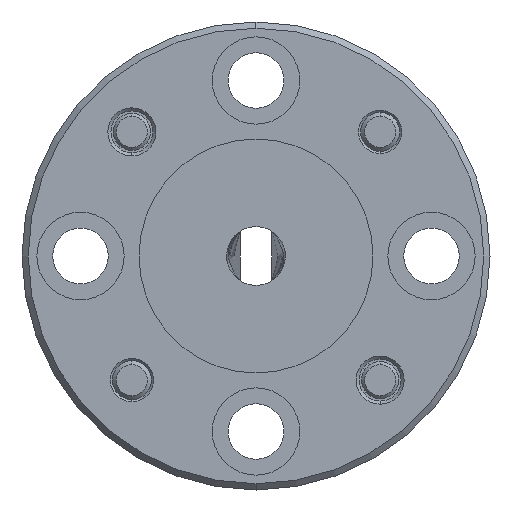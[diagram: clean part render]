
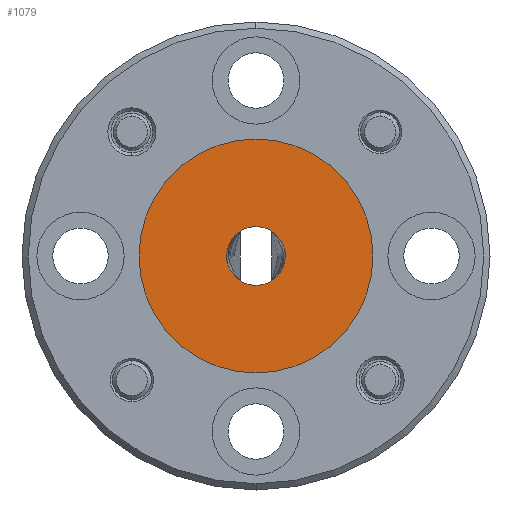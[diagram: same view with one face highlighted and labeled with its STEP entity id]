
A CAD part, left-side view. The second image highlights one B-rep face of the part: STEP entity #1079.
In plain terms, the highlighted planar face has unit normal (-1, 0, 0).
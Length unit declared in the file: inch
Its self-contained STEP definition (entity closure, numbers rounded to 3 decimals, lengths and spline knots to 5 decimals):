
#53 = CARTESIAN_POINT ( 'NONE',  ( -5.44498, 0.56231, 2.28416 ) ) ;
#59 = CARTESIAN_POINT ( 'NONE',  ( -5.44498, 0.57187, 2.26904 ) ) ;
#70 = CARTESIAN_POINT ( 'NONE',  ( -5.44498, 0.54324, 2.20518 ) ) ;
#110 = CARTESIAN_POINT ( 'NONE',  ( -5.44498, 0.48149, 2.24551 ) ) ;
#126 = CARTESIAN_POINT ( 'NONE',  ( -5.44498, 0.50121, 2.21144 ) ) ;
#142 = CARTESIAN_POINT ( 'NONE',  ( -5.44498, 0.55578, 2.21144 ) ) ;
#179 = EDGE_CURVE ( 'NONE', #3854, #419, #856, .T. ) ;
#230 = CIRCLE ( 'NONE', #2132, 0.1875 ) ;
#274 = CARTESIAN_POINT ( 'NONE',  ( -5.44498, 0.53589, 2.29735 ) ) ;
#419 = VERTEX_POINT ( 'NONE', #904 ) ;
#418 = DIRECTION ( 'NONE',  ( 1., 0., 0. ) ) ;
#420 = CARTESIAN_POINT ( 'NONE',  ( -5.44498, 0.49467, 2.21653 ) ) ;
#502 = ORIENTED_EDGE ( 'NONE', *, *, #1645, .F. ) ;
#601 = CARTESIAN_POINT ( 'NONE',  ( -5.44498, 0.54951, 2.29238 ) ) ;
#685 = VERTEX_POINT ( 'NONE', #1355 ) ;
#725 = CARTESIAN_POINT ( 'NONE',  ( -5.44498, 0.50747, 2.20831 ) ) ;
#740 = B_SPLINE_CURVE_WITH_KNOTS ( 'NONE', 3,
 ( #3767, #142, #2491, #3685, #1239, #1527, #966, #2180, #2466, #59, #1857, #53, #1234, #2759 ),
 .UNSPECIFIED., .F., .F.,
 ( 4, 2, 2, 2, 2, 2, 4 ),
 ( 0., 0.00066, 0.00099, 0.00132, 0.00164, 0.00197, 0.00263 ),
 .UNSPECIFIED. ) ;
#810 = DIRECTION ( 'NONE',  ( 1., 0., 0. ) ) ;
#855 = CARTESIAN_POINT ( 'NONE',  ( -5.44498, 0.53589, 2.20335 ) ) ;
#856 = B_SPLINE_CURVE_WITH_KNOTS ( 'NONE', 3,
 ( #2230, #3103, #1286, #1616, #3415, #1311, #1927, #110, #3763, #2245, #1330, #420, #126, #725 ),
 .UNSPECIFIED., .F., .F.,
 ( 4, 2, 2, 2, 2, 2, 4 ),
 ( 0., 0.00066, 0.00099, 0.00132, 0.00164, 0.00197, 0.00263 ),
 .UNSPECIFIED. ) ;
#904 = CARTESIAN_POINT ( 'NONE',  ( -5.44498, 0.50747, 2.20831 ) ) ;
#942 = FACE_BOUND ( 'NONE', #1886, .T. ) ;
#966 = CARTESIAN_POINT ( 'NONE',  ( -5.44498, 0.57549, 2.24551 ) ) ;
#1056 = CARTESIAN_POINT ( 'NONE',  ( -5.44498, 0.54951, 2.20831 ) ) ;
#1076 = PLANE ( 'NONE',  #1624 ) ;
#1079 = ADVANCED_FACE ( 'NONE', ( #1272, #942 ), #1076, .T. ) ;
#1156 = CARTESIAN_POINT ( 'NONE',  ( -5.44498, 0.52109, 2.20335 ) ) ;
#1167 = ORIENTED_EDGE ( 'NONE', *, *, #179, .T. ) ;
#1234 = CARTESIAN_POINT ( 'NONE',  ( -5.44498, 0.55578, 2.28925 ) ) ;
#1239 = CARTESIAN_POINT ( 'NONE',  ( -5.44498, 0.57187, 2.23165 ) ) ;
#1246 = ORIENTED_EDGE ( 'NONE', *, *, #3478, .T. ) ;
#1272 = FACE_OUTER_BOUND ( 'NONE', #3059, .T. ) ;
#1286 = CARTESIAN_POINT ( 'NONE',  ( -5.44498, 0.49467, 2.28416 ) ) ;
#1311 = CARTESIAN_POINT ( 'NONE',  ( -5.44498, 0.48226, 2.26002 ) ) ;
#1325 = CARTESIAN_POINT ( 'NONE',  ( -5.44498, 0.52849, 2.43785 ) ) ;
#1330 = CARTESIAN_POINT ( 'NONE',  ( -5.44498, 0.48719, 2.22748 ) ) ;
#1333 = EDGE_CURVE ( 'NONE', #1580, #3854, #2451, .T. ) ;
#1355 = CARTESIAN_POINT ( 'NONE',  ( -5.44498, 0.52849, 2.06285 ) ) ;
#1460 = ORIENTED_EDGE ( 'NONE', *, *, #1686, .F. ) ;
#1506 = ORIENTED_EDGE ( 'NONE', *, *, #2092, .T. ) ;
#1527 = CARTESIAN_POINT ( 'NONE',  ( -5.44498, 0.57473, 2.24067 ) ) ;
#1580 = VERTEX_POINT ( 'NONE', #3762 ) ;
#1616 = CARTESIAN_POINT ( 'NONE',  ( -5.44498, 0.48719, 2.27321 ) ) ;
#1624 = AXIS2_PLACEMENT_3D ( 'NONE', #2291, #3775, #3514 ) ;
#1645 = EDGE_CURVE ( 'NONE', #685, #3168, #2233, .T. ) ;
#1658 = CARTESIAN_POINT ( 'NONE',  ( -5.44498, 0.52849, 2.25035 ) ) ;
#1686 = EDGE_CURVE ( 'NONE', #3168, #685, #230, .T. ) ;
#1795 = CARTESIAN_POINT ( 'NONE',  ( -5.44498, 0.51374, 2.29552 ) ) ;
#1857 = CARTESIAN_POINT ( 'NONE',  ( -5.44498, 0.56979, 2.27321 ) ) ;
#1886 = EDGE_LOOP ( 'NONE', ( #2158, #1167, #1246, #1506 ) ) ;
#1927 = CARTESIAN_POINT ( 'NONE',  ( -5.44498, 0.48149, 2.25519 ) ) ;
#1983 = DIRECTION ( 'NONE',  ( 0., 0., -1. ) ) ;
#2011 = CARTESIAN_POINT ( 'NONE',  ( -5.44498, 0.50747, 2.29238 ) ) ;
#2092 = EDGE_CURVE ( 'NONE', #3013, #1580, #740, .T. ) ;
#2132 = AXIS2_PLACEMENT_3D ( 'NONE', #2317, #810, #1983 ) ;
#2136 = CARTESIAN_POINT ( 'NONE',  ( -5.44498, 0.50747, 2.29238 ) ) ;
#2158 = ORIENTED_EDGE ( 'NONE', *, *, #1333, .T. ) ;
#2180 = CARTESIAN_POINT ( 'NONE',  ( -5.44498, 0.57549, 2.25519 ) ) ;
#2230 = CARTESIAN_POINT ( 'NONE',  ( -5.44498, 0.50747, 2.29238 ) ) ;
#2233 = CIRCLE ( 'NONE', #2441, 0.1875 ) ;
#2245 = CARTESIAN_POINT ( 'NONE',  ( -5.44498, 0.48511, 2.23165 ) ) ;
#2291 = CARTESIAN_POINT ( 'NONE',  ( -5.44498, 0.71599, 2.25035 ) ) ;
#2317 = CARTESIAN_POINT ( 'NONE',  ( -5.44498, 0.52849, 2.25035 ) ) ;
#2409 = CARTESIAN_POINT ( 'NONE',  ( -5.44498, 0.50747, 2.20831 ) ) ;
#2441 = AXIS2_PLACEMENT_3D ( 'NONE', #1658, #418, #3424 ) ;
#2451 = B_SPLINE_CURVE_WITH_KNOTS ( 'NONE', 3,
 ( #601, #3044, #274, #3911, #1795, #2136 ),
 .UNSPECIFIED., .F., .F.,
 ( 4, 2, 4 ),
 ( 0., 0.00055, 0.00111 ),
 .UNSPECIFIED. ) ;
#2466 = CARTESIAN_POINT ( 'NONE',  ( -5.44498, 0.57473, 2.26002 ) ) ;
#2491 = CARTESIAN_POINT ( 'NONE',  ( -5.44498, 0.56231, 2.21653 ) ) ;
#2759 = CARTESIAN_POINT ( 'NONE',  ( -5.44498, 0.54951, 2.29238 ) ) ;
#2799 = CARTESIAN_POINT ( 'NONE',  ( -5.44498, 0.54951, 2.20831 ) ) ;
#3013 = VERTEX_POINT ( 'NONE', #2799 ) ;
#3021 = CARTESIAN_POINT ( 'NONE',  ( -5.44498, 0.51374, 2.20518 ) ) ;
#3044 = CARTESIAN_POINT ( 'NONE',  ( -5.44498, 0.54324, 2.29552 ) ) ;
#3059 = EDGE_LOOP ( 'NONE', ( #502, #1460 ) ) ;
#3103 = CARTESIAN_POINT ( 'NONE',  ( -5.44498, 0.50121, 2.28925 ) ) ;
#3168 = VERTEX_POINT ( 'NONE', #1325 ) ;
#3415 = CARTESIAN_POINT ( 'NONE',  ( -5.44498, 0.48511, 2.26904 ) ) ;
#3424 = DIRECTION ( 'NONE',  ( 0., 0., -1. ) ) ;
#3478 = EDGE_CURVE ( 'NONE', #419, #3013, #3565, .T. ) ;
#3514 = DIRECTION ( 'NONE',  ( 0., 0., 1. ) ) ;
#3565 = B_SPLINE_CURVE_WITH_KNOTS ( 'NONE', 3,
 ( #2409, #3021, #1156, #855, #70, #1056 ),
 .UNSPECIFIED., .F., .F.,
 ( 4, 2, 4 ),
 ( 0., 0.00055, 0.00111 ),
 .UNSPECIFIED. ) ;
#3685 = CARTESIAN_POINT ( 'NONE',  ( -5.44498, 0.56979, 2.22748 ) ) ;
#3762 = CARTESIAN_POINT ( 'NONE',  ( -5.44498, 0.54951, 2.29238 ) ) ;
#3763 = CARTESIAN_POINT ( 'NONE',  ( -5.44498, 0.48226, 2.24067 ) ) ;
#3767 = CARTESIAN_POINT ( 'NONE',  ( -5.44498, 0.54951, 2.20831 ) ) ;
#3775 = DIRECTION ( 'NONE',  ( -1., 0., 0. ) ) ;
#3854 = VERTEX_POINT ( 'NONE', #2011 ) ;
#3911 = CARTESIAN_POINT ( 'NONE',  ( -5.44498, 0.52109, 2.29735 ) ) ;
